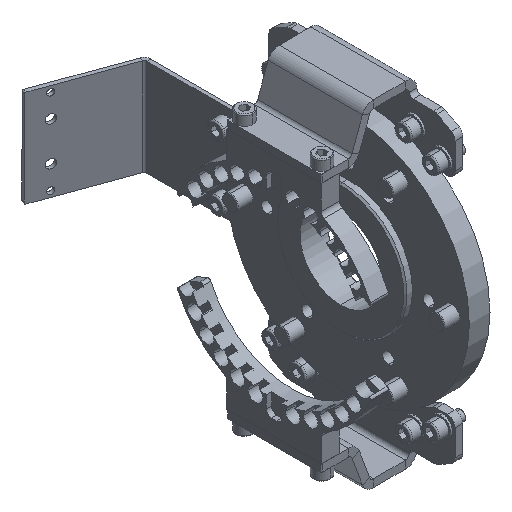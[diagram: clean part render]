
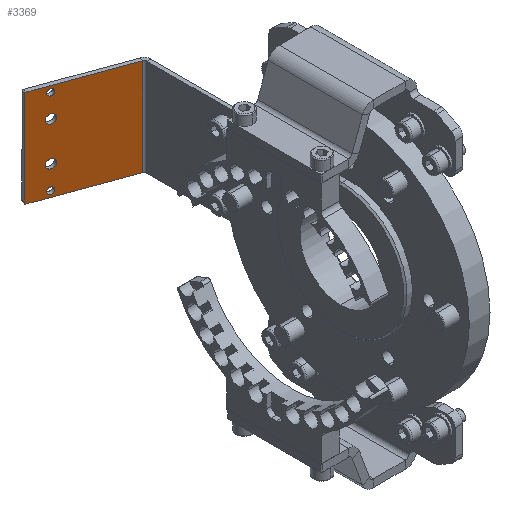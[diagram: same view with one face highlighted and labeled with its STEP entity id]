
A CAD part, isometric view. The second image highlights one B-rep face of the part: STEP entity #3369.
In plain terms, the highlighted planar face has unit normal (-0.342, -0.94, 0).
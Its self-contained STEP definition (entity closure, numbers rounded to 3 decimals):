
#334 = EDGE_CURVE ( 'NONE', #19974, #15679, #15279, .T. ) ;
#375 = CARTESIAN_POINT ( 'NONE',  ( 1630.482, 190.36, 2072. ) ) ;
#978 = ORIENTED_EDGE ( 'NONE', *, *, #334, .F. ) ;
#1065 = DIRECTION ( 'NONE',  ( 0.94, -0.342, 0. ) ) ;
#1151 = VECTOR ( 'NONE', #13869, 1000. ) ;
#1196 = CARTESIAN_POINT ( 'NONE',  ( 1616.387, 195.49, 2067.5 ) ) ;
#1397 = DIRECTION ( 'NONE',  ( 0.94, -0.342, 0. ) ) ;
#1780 = ORIENTED_EDGE ( 'NONE', *, *, #5396, .T. ) ;
#1926 = AXIS2_PLACEMENT_3D ( 'NONE', #3325, #7610, #1065 ) ;
#2203 = DIRECTION ( 'NONE',  ( -0.94, 0.342, 0. ) ) ;
#2247 = DIRECTION ( 'NONE',  ( 0.94, -0.342, 0. ) ) ;
#2979 = EDGE_CURVE ( 'NONE', #19176, #3719, #14480, .T. ) ;
#3037 = DIRECTION ( 'NONE',  ( -0.342, -0.94, 0. ) ) ;
#3307 = CARTESIAN_POINT ( 'NONE',  ( 1615.447, 195.832, 2142.5 ) ) ;
#3325 = CARTESIAN_POINT ( 'NONE',  ( 1630.482, 190.36, 2090. ) ) ;
#3369 = ADVANCED_FACE ( 'NONE', ( #7088, #16382, #16927, #3499, #8770 ), #13802, .T. ) ;
#3433 = EDGE_LOOP ( 'NONE', ( #18171, #1780, #22622, #5270, #3778, #4627 ) ) ;
#3459 = CARTESIAN_POINT ( 'NONE',  ( 1627.287, 191.523, 2120. ) ) ;
#3499 = FACE_BOUND ( 'NONE', #10913, .T. ) ;
#3719 = VERTEX_POINT ( 'NONE', #19939 ) ;
#3778 = ORIENTED_EDGE ( 'NONE', *, *, #19760, .F. ) ;
#3811 = DIRECTION ( 'NONE',  ( -0.342, -0.94, 0. ) ) ;
#4535 = EDGE_LOOP ( 'NONE', ( #11102, #13738 ) ) ;
#4627 = ORIENTED_EDGE ( 'NONE', *, *, #2979, .F. ) ;
#4745 = VECTOR ( 'NONE', #2203, 1000. ) ;
#4759 = CARTESIAN_POINT ( 'NONE',  ( 1630.482, 190.36, 2120. ) ) ;
#4837 = EDGE_CURVE ( 'NONE', #15679, #19974, #12201, .T. ) ;
#4846 = AXIS2_PLACEMENT_3D ( 'NONE', #375, #21677, #14478 ) ;
#4871 = VECTOR ( 'NONE', #22409, 1000. ) ;
#4974 = ORIENTED_EDGE ( 'NONE', *, *, #8874, .F. ) ;
#5270 = ORIENTED_EDGE ( 'NONE', *, *, #6267, .T. ) ;
#5396 = EDGE_CURVE ( 'NONE', #17167, #9271, #20304, .T. ) ;
#5779 = VERTEX_POINT ( 'NONE', #15689 ) ;
#5887 = AXIS2_PLACEMENT_3D ( 'NONE', #15446, #18966, #6730 ) ;
#5933 = LINE ( 'NONE', #6416, #4745 ) ;
#5943 = AXIS2_PLACEMENT_3D ( 'NONE', #8259, #8025, #8919 ) ;
#6267 = EDGE_CURVE ( 'NONE', #12033, #10008, #14864, .T. ) ;
#6416 = CARTESIAN_POINT ( 'NONE',  ( 1685.924, 170.181, 2142.5 ) ) ;
#6472 = ORIENTED_EDGE ( 'NONE', *, *, #15010, .F. ) ;
#6492 = CARTESIAN_POINT ( 'NONE',  ( 1616.387, 195.49, 2142.5 ) ) ;
#6539 = DIRECTION ( 'NONE',  ( 0.94, -0.342, 0. ) ) ;
#6629 = ORIENTED_EDGE ( 'NONE', *, *, #6997, .F. ) ;
#6730 = DIRECTION ( 'NONE',  ( 0.94, -0.342, 0. ) ) ;
#6741 = VERTEX_POINT ( 'NONE', #21746 ) ;
#6888 = CIRCLE ( 'NONE', #5943, 2.5 ) ;
#6949 = DIRECTION ( 'NONE',  ( -0.342, -0.94, 0. ) ) ;
#6997 = EDGE_CURVE ( 'NONE', #7113, #9365, #8368, .T. ) ;
#7088 = FACE_BOUND ( 'NONE', #4535, .T. ) ;
#7113 = VERTEX_POINT ( 'NONE', #22137 ) ;
#7610 = DIRECTION ( 'NONE',  ( -0.342, -0.94, 0. ) ) ;
#7782 = CARTESIAN_POINT ( 'NONE',  ( 1628.133, 191.215, 2138. ) ) ;
#8025 = DIRECTION ( 'NONE',  ( -0.342, -0.94, 0. ) ) ;
#8083 = CIRCLE ( 'NONE', #1926, 3.4 ) ;
#8259 = CARTESIAN_POINT ( 'NONE',  ( 1630.482, 190.36, 2138. ) ) ;
#8368 = CIRCLE ( 'NONE', #21764, 2.5 ) ;
#8770 = FACE_OUTER_BOUND ( 'NONE', #3433, .T. ) ;
#8797 = ORIENTED_EDGE ( 'NONE', *, *, #4837, .F. ) ;
#8874 = EDGE_CURVE ( 'NONE', #9365, #7113, #22414, .T. ) ;
#8919 = DIRECTION ( 'NONE',  ( 0.94, -0.342, 0. ) ) ;
#9271 = VERTEX_POINT ( 'NONE', #15214 ) ;
#9365 = VERTEX_POINT ( 'NONE', #21773 ) ;
#9802 = LINE ( 'NONE', #11663, #19080 ) ;
#9858 = CARTESIAN_POINT ( 'NONE',  ( 1615.447, 195.832, 2068.5 ) ) ;
#9982 = DIRECTION ( 'NONE',  ( -0.94, 0.342, 0. ) ) ;
#10008 = VERTEX_POINT ( 'NONE', #1196 ) ;
#10256 = CARTESIAN_POINT ( 'NONE',  ( 1682.634, 171.378, 2142.5 ) ) ;
#10817 = DIRECTION ( 'NONE',  ( -0.342, -0.94, 0. ) ) ;
#10913 = EDGE_LOOP ( 'NONE', ( #6472, #21021 ) ) ;
#11102 = ORIENTED_EDGE ( 'NONE', *, *, #13323, .F. ) ;
#11218 = VERTEX_POINT ( 'NONE', #7782 ) ;
#11453 = CARTESIAN_POINT ( 'NONE',  ( 1616.387, 195.49, 2141.5 ) ) ;
#11663 = CARTESIAN_POINT ( 'NONE',  ( 1685.924, 170.181, 2067.5 ) ) ;
#12033 = VERTEX_POINT ( 'NONE', #9858 ) ;
#12201 = CIRCLE ( 'NONE', #12368, 3.4 ) ;
#12204 = EDGE_LOOP ( 'NONE', ( #4974, #6629 ) ) ;
#12253 = CARTESIAN_POINT ( 'NONE',  ( 1630.482, 190.36, 2138. ) ) ;
#12368 = AXIS2_PLACEMENT_3D ( 'NONE', #4759, #3037, #6539 ) ;
#12686 = DIRECTION ( 'NONE',  ( -0.342, -0.94, 0. ) ) ;
#12864 = EDGE_CURVE ( 'NONE', #19176, #17167, #5933, .T. ) ;
#13310 = AXIS2_PLACEMENT_3D ( 'NONE', #12253, #10817, #14379 ) ;
#13323 = EDGE_CURVE ( 'NONE', #15686, #6741, #8083, .T. ) ;
#13444 = EDGE_CURVE ( 'NONE', #6741, #15686, #19040, .T. ) ;
#13738 = ORIENTED_EDGE ( 'NONE', *, *, #13444, .F. ) ;
#13802 = PLANE ( 'NONE',  #5887 ) ;
#13869 = DIRECTION ( 'NONE',  ( 0., 0., -1. ) ) ;
#14379 = DIRECTION ( 'NONE',  ( 0.94, -0.342, 0. ) ) ;
#14478 = DIRECTION ( 'NONE',  ( 0.94, -0.342, 0. ) ) ;
#14480 = LINE ( 'NONE', #10256, #4871 ) ;
#14660 = DIRECTION ( 'NONE',  ( -0.342, -0.94, 0. ) ) ;
#14734 = EDGE_CURVE ( 'NONE', #11218, #5779, #6888, .T. ) ;
#14864 = CIRCLE ( 'NONE', #20931, 1. ) ;
#15010 = EDGE_CURVE ( 'NONE', #5779, #11218, #18766, .T. ) ;
#15214 = CARTESIAN_POINT ( 'NONE',  ( 1615.447, 195.832, 2141.5 ) ) ;
#15279 = CIRCLE ( 'NONE', #21982, 3.4 ) ;
#15446 = CARTESIAN_POINT ( 'NONE',  ( 1685.924, 170.181, 2142.5 ) ) ;
#15679 = VERTEX_POINT ( 'NONE', #21846 ) ;
#15686 = VERTEX_POINT ( 'NONE', #22215 ) ;
#15689 = CARTESIAN_POINT ( 'NONE',  ( 1632.831, 189.505, 2138. ) ) ;
#16382 = FACE_BOUND ( 'NONE', #22424, .T. ) ;
#16419 = CARTESIAN_POINT ( 'NONE',  ( 1630.482, 190.36, 2072. ) ) ;
#16927 = FACE_BOUND ( 'NONE', #12204, .T. ) ;
#17008 = DIRECTION ( 'NONE',  ( 0.94, -0.342, 0. ) ) ;
#17069 = CARTESIAN_POINT ( 'NONE',  ( 1630.482, 190.36, 2090. ) ) ;
#17083 = AXIS2_PLACEMENT_3D ( 'NONE', #17069, #12686, #20126 ) ;
#17167 = VERTEX_POINT ( 'NONE', #6492 ) ;
#17400 = DIRECTION ( 'NONE',  ( 0.94, -0.342, 0. ) ) ;
#18171 = ORIENTED_EDGE ( 'NONE', *, *, #12864, .T. ) ;
#18629 = EDGE_CURVE ( 'NONE', #9271, #12033, #18760, .T. ) ;
#18760 = LINE ( 'NONE', #3307, #1151 ) ;
#18766 = CIRCLE ( 'NONE', #13310, 2.5 ) ;
#18966 = DIRECTION ( 'NONE',  ( -0.342, -0.94, 0. ) ) ;
#19040 = CIRCLE ( 'NONE', #17083, 3.4 ) ;
#19080 = VECTOR ( 'NONE', #9982, 1000. ) ;
#19176 = VERTEX_POINT ( 'NONE', #20130 ) ;
#19760 = EDGE_CURVE ( 'NONE', #3719, #10008, #9802, .T. ) ;
#19939 = CARTESIAN_POINT ( 'NONE',  ( 1682.634, 171.378, 2067.5 ) ) ;
#19974 = VERTEX_POINT ( 'NONE', #3459 ) ;
#20126 = DIRECTION ( 'NONE',  ( 0.94, -0.342, 0. ) ) ;
#20130 = CARTESIAN_POINT ( 'NONE',  ( 1682.634, 171.378, 2142.5 ) ) ;
#20304 = CIRCLE ( 'NONE', #20809, 1. ) ;
#20809 = AXIS2_PLACEMENT_3D ( 'NONE', #11453, #21440, #2247 ) ;
#20929 = CARTESIAN_POINT ( 'NONE',  ( 1616.387, 195.49, 2068.5 ) ) ;
#20931 = AXIS2_PLACEMENT_3D ( 'NONE', #20929, #6949, #17400 ) ;
#21021 = ORIENTED_EDGE ( 'NONE', *, *, #14734, .F. ) ;
#21440 = DIRECTION ( 'NONE',  ( -0.342, -0.94, 0. ) ) ;
#21677 = DIRECTION ( 'NONE',  ( -0.342, -0.94, 0. ) ) ;
#21746 = CARTESIAN_POINT ( 'NONE',  ( 1627.287, 191.523, 2090. ) ) ;
#21764 = AXIS2_PLACEMENT_3D ( 'NONE', #16419, #14660, #17008 ) ;
#21773 = CARTESIAN_POINT ( 'NONE',  ( 1632.831, 189.505, 2072. ) ) ;
#21846 = CARTESIAN_POINT ( 'NONE',  ( 1633.677, 189.197, 2120. ) ) ;
#21982 = AXIS2_PLACEMENT_3D ( 'NONE', #22600, #3811, #1397 ) ;
#22137 = CARTESIAN_POINT ( 'NONE',  ( 1628.133, 191.215, 2072. ) ) ;
#22215 = CARTESIAN_POINT ( 'NONE',  ( 1633.677, 189.197, 2090. ) ) ;
#22409 = DIRECTION ( 'NONE',  ( 0., 0., -1. ) ) ;
#22414 = CIRCLE ( 'NONE', #4846, 2.5 ) ;
#22424 = EDGE_LOOP ( 'NONE', ( #8797, #978 ) ) ;
#22600 = CARTESIAN_POINT ( 'NONE',  ( 1630.482, 190.36, 2120. ) ) ;
#22622 = ORIENTED_EDGE ( 'NONE', *, *, #18629, .T. ) ;
